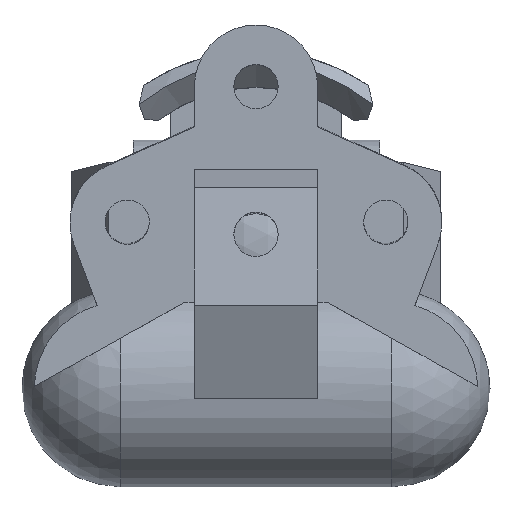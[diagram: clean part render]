
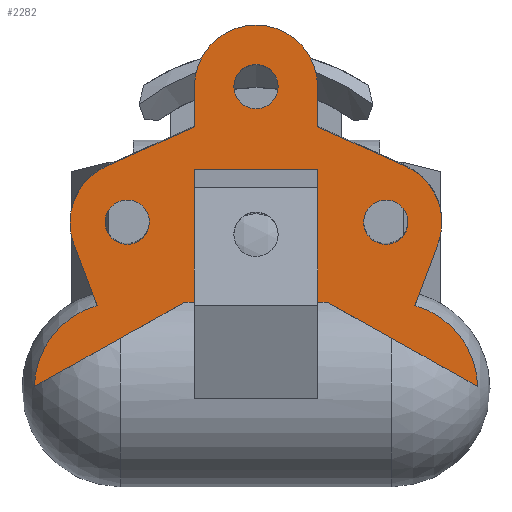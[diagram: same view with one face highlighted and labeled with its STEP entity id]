
A CAD part, top view. The second image highlights one B-rep face of the part: STEP entity #2282.
In plain terms, the highlighted planar face has unit normal (0, 0, 1).
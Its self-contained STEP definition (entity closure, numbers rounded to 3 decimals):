
#145=FACE_BOUND('',#466,.T.);
#146=FACE_BOUND('',#467,.T.);
#147=FACE_BOUND('',#468,.T.);
#201=PLANE('',#2511);
#319=FACE_OUTER_BOUND('',#465,.T.);
#465=EDGE_LOOP('',(#2064,#2065,#2066,#2067,#2068,#2069,#2070,#2071,#2072,
#2073,#2074,#2075,#2076,#2077,#2078,#2079,#2080,#2081));
#466=EDGE_LOOP('',(#2082));
#467=EDGE_LOOP('',(#2083));
#468=EDGE_LOOP('',(#2084));
#540=CIRCLE('',#2490,0.9);
#546=CIRCLE('',#2503,2.5);
#549=CIRCLE('',#2512,3.5);
#550=CIRCLE('',#2513,3.5);
#664=LINE('',#4300,#819);
#665=LINE('',#4306,#820);
#667=LINE('',#4309,#822);
#682=LINE('',#4465,#837);
#701=LINE('',#4522,#856);
#703=LINE('',#4527,#858);
#707=LINE('',#4537,#862);
#710=LINE('',#4545,#865);
#711=LINE('',#4551,#866);
#712=LINE('',#4553,#867);
#713=LINE('',#4556,#868);
#714=LINE('',#4560,#869);
#715=LINE('',#4561,#870);
#819=VECTOR('',#2960,10.);
#820=VECTOR('',#2967,10.);
#822=VECTOR('',#2971,10.);
#837=VECTOR('',#3002,10.);
#856=VECTOR('',#3059,10.);
#858=VECTOR('',#3063,10.);
#862=VECTOR('',#3075,10.);
#865=VECTOR('',#3086,10.);
#866=VECTOR('',#3093,10.);
#867=VECTOR('',#3094,10.);
#868=VECTOR('',#3097,10.);
#869=VECTOR('',#3100,10.);
#870=VECTOR('',#3101,10.);
#895=ELLIPSE('',#2482,2.5,2.5);
#896=ELLIPSE('',#2484,0.9,0.9);
#898=ELLIPSE('',#2487,0.9,0.9);
#900=ELLIPSE('',#2493,2.5,2.5);
#1062=VERTEX_POINT('',#4297);
#1063=VERTEX_POINT('',#4299);
#1064=VERTEX_POINT('',#4303);
#1065=VERTEX_POINT('',#4305);
#1086=VERTEX_POINT('',#4461);
#1088=VERTEX_POINT('',#4464);
#1089=VERTEX_POINT('',#4469);
#1090=VERTEX_POINT('',#4470);
#1091=VERTEX_POINT('',#4475);
#1093=VERTEX_POINT('',#4481);
#1095=VERTEX_POINT('',#4487);
#1097=VERTEX_POINT('',#4493);
#1106=VERTEX_POINT('',#4518);
#1109=VERTEX_POINT('',#4526);
#1111=VERTEX_POINT('',#4532);
#1112=VERTEX_POINT('',#4544);
#1114=VERTEX_POINT('',#4550);
#1115=VERTEX_POINT('',#4552);
#1116=VERTEX_POINT('',#4555);
#1117=VERTEX_POINT('',#4557);
#1118=VERTEX_POINT('',#4559);
#1365=EDGE_CURVE('',#1062,#1063,#664,.T.);
#1368=EDGE_CURVE('',#1064,#1065,#665,.T.);
#1370=EDGE_CURVE('',#1062,#1065,#667,.F.);
#1397=EDGE_CURVE('',#1088,#1086,#682,.T.);
#1400=EDGE_CURVE('',#1089,#1090,#895,.T.);
#1403=EDGE_CURVE('',#1091,#1091,#896,.F.);
#1406=EDGE_CURVE('',#1093,#1093,#898,.F.);
#1409=EDGE_CURVE('',#1095,#1095,#540,.T.);
#1412=EDGE_CURVE('',#1097,#1088,#900,.T.);
#1427=EDGE_CURVE('',#1106,#1089,#701,.T.);
#1429=EDGE_CURVE('',#1109,#1106,#703,.T.);
#1432=EDGE_CURVE('',#1111,#1109,#546,.T.);
#1435=EDGE_CURVE('',#1086,#1111,#707,.T.);
#1438=EDGE_CURVE('',#1097,#1112,#710,.T.);
#1441=EDGE_CURVE('',#1114,#1064,#711,.T.);
#1442=EDGE_CURVE('',#1115,#1114,#712,.T.);
#1443=EDGE_CURVE('',#1112,#1115,#549,.T.);
#1444=EDGE_CURVE('',#1090,#1116,#713,.T.);
#1445=EDGE_CURVE('',#1117,#1116,#550,.T.);
#1446=EDGE_CURVE('',#1117,#1118,#714,.T.);
#1447=EDGE_CURVE('',#1063,#1118,#715,.T.);
#2064=ORIENTED_EDGE('',*,*,#1368,.F.);
#2065=ORIENTED_EDGE('',*,*,#1441,.F.);
#2066=ORIENTED_EDGE('',*,*,#1442,.F.);
#2067=ORIENTED_EDGE('',*,*,#1443,.F.);
#2068=ORIENTED_EDGE('',*,*,#1438,.F.);
#2069=ORIENTED_EDGE('',*,*,#1412,.T.);
#2070=ORIENTED_EDGE('',*,*,#1397,.T.);
#2071=ORIENTED_EDGE('',*,*,#1435,.T.);
#2072=ORIENTED_EDGE('',*,*,#1432,.T.);
#2073=ORIENTED_EDGE('',*,*,#1429,.T.);
#2074=ORIENTED_EDGE('',*,*,#1427,.T.);
#2075=ORIENTED_EDGE('',*,*,#1400,.T.);
#2076=ORIENTED_EDGE('',*,*,#1444,.T.);
#2077=ORIENTED_EDGE('',*,*,#1445,.F.);
#2078=ORIENTED_EDGE('',*,*,#1446,.T.);
#2079=ORIENTED_EDGE('',*,*,#1447,.F.);
#2080=ORIENTED_EDGE('',*,*,#1365,.F.);
#2081=ORIENTED_EDGE('',*,*,#1370,.T.);
#2082=ORIENTED_EDGE('',*,*,#1406,.T.);
#2083=ORIENTED_EDGE('',*,*,#1409,.T.);
#2084=ORIENTED_EDGE('',*,*,#1403,.T.);
#2282=ADVANCED_FACE('',(#319,#145,#146,#147),#201,.T.);
#2482=AXIS2_PLACEMENT_3D('',#4471,#3007,#3008);
#2484=AXIS2_PLACEMENT_3D('',#4476,#3013,#3014);
#2487=AXIS2_PLACEMENT_3D('',#4482,#3020,#3021);
#2490=AXIS2_PLACEMENT_3D('',#4488,#3027,#3028);
#2493=AXIS2_PLACEMENT_3D('',#4494,#3034,#3035);
#2503=AXIS2_PLACEMENT_3D('',#4533,#3069,#3070);
#2511=AXIS2_PLACEMENT_3D('',#4549,#3091,#3092);
#2512=AXIS2_PLACEMENT_3D('',#4554,#3095,#3096);
#2513=AXIS2_PLACEMENT_3D('',#4558,#3098,#3099);
#2960=DIRECTION('',(0.,-1.,0.));
#2967=DIRECTION('',(0.,1.,0.));
#2971=DIRECTION('',(-1.,0.,0.));
#3002=DIRECTION('',(-0.913,0.409,0.));
#3007=DIRECTION('center_axis',(0.,0.,
1.));
#3008=DIRECTION('ref_axis',(0.,1.,0.));
#3013=DIRECTION('center_axis',(0.,0.,
1.));
#3014=DIRECTION('ref_axis',(0.,1.,0.));
#3020=DIRECTION('center_axis',(0.,0.,
1.));
#3021=DIRECTION('ref_axis',(0.,1.,0.));
#3027=DIRECTION('center_axis',(0.,0.,
-1.));
#3028=DIRECTION('ref_axis',(-1.,0.,0.));
#3034=DIRECTION('center_axis',(0.,0.,
1.));
#3035=DIRECTION('ref_axis',(0.,1.,0.));
#3059=DIRECTION('',(-0.913,-0.409,0.));
#3063=DIRECTION('',(0.,-1.,0.));
#3069=DIRECTION('center_axis',(0.,0.,
1.));
#3070=DIRECTION('ref_axis',(-1.,0.,0.));
#3075=DIRECTION('',(0.,1.,0.));
#3086=DIRECTION('',(-0.353,-0.936,0.));
#3091=DIRECTION('center_axis',(0.,0.,
1.));
#3092=DIRECTION('ref_axis',(1.,0.,0.));
#3093=DIRECTION('',(-1.,0.,0.));
#3094=DIRECTION('',(-0.873,0.488,0.));
#3095=DIRECTION('center_axis',(0.,0.,
-1.));
#3096=DIRECTION('ref_axis',(0.,-1.,0.));
#3097=DIRECTION('',(0.353,-0.936,0.));
#3098=DIRECTION('center_axis',(0.,0.,
-1.));
#3099=DIRECTION('ref_axis',(0.,-1.,0.));
#3100=DIRECTION('',(0.873,0.488,0.));
#3101=DIRECTION('',(-1.,0.,0.));
#4297=CARTESIAN_POINT('',(-2.5,2.14,18.678));
#4299=CARTESIAN_POINT('',(-2.5,-3.259,18.678));
#4300=CARTESIAN_POINT('',(-2.5,-3.815,18.678));
#4303=CARTESIAN_POINT('',(2.5,-3.259,18.678));
#4305=CARTESIAN_POINT('',(2.5,2.14,18.678));
#4306=CARTESIAN_POINT('',(2.5,-3.815,18.678));
#4309=CARTESIAN_POINT('',(0.,2.14,18.678));
#4461=CARTESIAN_POINT('',(2.5,3.865,18.678));
#4464=CARTESIAN_POINT('',(6.072,2.264,18.678));
#4465=CARTESIAN_POINT('',(2.39,3.915,18.678));
#4469=CARTESIAN_POINT('',(-6.072,2.264,18.678));
#4470=CARTESIAN_POINT('',(-7.358,-0.978,18.678));
#4471=CARTESIAN_POINT('Origin',(-5.05,-0.017,18.678));
#4475=CARTESIAN_POINT('',(6.17,-0.004,18.678));
#4476=CARTESIAN_POINT('Origin',(5.27,-0.004,18.678));
#4481=CARTESIAN_POINT('',(-4.33,-0.004,18.678));
#4482=CARTESIAN_POINT('Origin',(-5.23,-0.004,18.678));
#4487=CARTESIAN_POINT('',(0.9,5.5,18.678));
#4488=CARTESIAN_POINT('Origin',(0.,5.5,
18.678));
#4493=CARTESIAN_POINT('',(7.358,-0.978,18.678));
#4494=CARTESIAN_POINT('Origin',(5.05,-0.017,18.678));
#4518=CARTESIAN_POINT('',(-2.5,3.865,18.678));
#4522=CARTESIAN_POINT('',(-2.39,3.915,18.678));
#4526=CARTESIAN_POINT('',(-2.5,5.5,18.678));
#4527=CARTESIAN_POINT('',(-2.5,-4.815,18.678));
#4532=CARTESIAN_POINT('',(2.5,5.5,18.678));
#4533=CARTESIAN_POINT('Origin',(0.,5.5,
18.678));
#4537=CARTESIAN_POINT('',(2.5,-4.815,18.678));
#4544=CARTESIAN_POINT('',(6.449,-3.39,18.678));
#4545=CARTESIAN_POINT('',(5.793,-5.133,18.678));
#4549=CARTESIAN_POINT('Origin',(0.,-1.129,
18.678));
#4550=CARTESIAN_POINT('',(2.895,-3.259,18.678));
#4551=CARTESIAN_POINT('',(0.,-3.259,18.678));
#4552=CARTESIAN_POINT('',(8.999,-6.676,18.678));
#4553=CARTESIAN_POINT('',(10.602,-7.573,18.678));
#4554=CARTESIAN_POINT('Origin',(5.5,-6.759,18.678));
#4555=CARTESIAN_POINT('',(-6.449,-3.39,18.678));
#4556=CARTESIAN_POINT('',(-5.504,-5.898,18.678));
#4557=CARTESIAN_POINT('',(-8.999,-6.676,18.678));
#4558=CARTESIAN_POINT('Origin',(-5.5,-6.759,18.678));
#4559=CARTESIAN_POINT('',(-2.895,-3.259,18.678));
#4560=CARTESIAN_POINT('',(-10.602,-7.573,18.678));
#4561=CARTESIAN_POINT('',(0.,-3.259,18.678));
